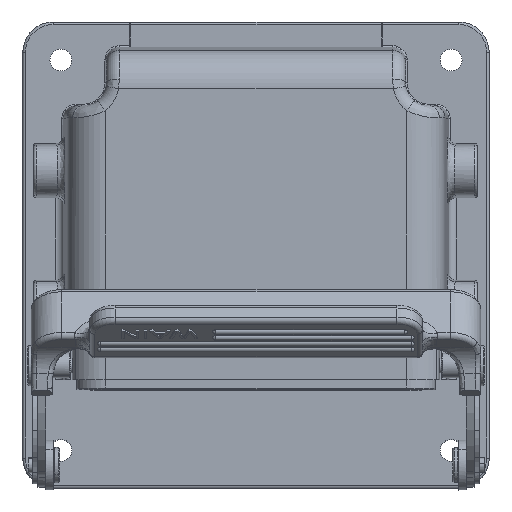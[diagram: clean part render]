
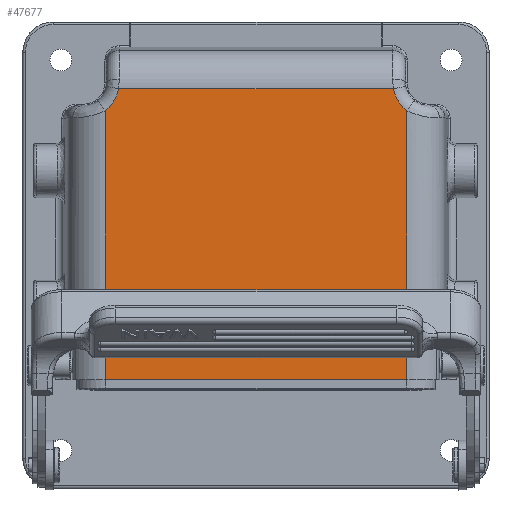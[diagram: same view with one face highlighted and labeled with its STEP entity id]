
A CAD part, top view. The second image highlights one B-rep face of the part: STEP entity #47677.
In plain terms, the highlighted planar face has unit normal (0, 0, 1).
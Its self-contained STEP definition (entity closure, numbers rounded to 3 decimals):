
#1742=DIRECTION('',(0.,-1.,0.));
#1743=VECTOR('',#1742,53.042);
#1744=CARTESIAN_POINT('',(14.125,71.186,
-0.743));
#1745=LINE('',#1744,#1743);
#16497=CARTESIAN_POINT('',(77.87,76.745,
-0.743));
#16498=DIRECTION('',(0.,0.,1.));
#16499=DIRECTION('',(-0.984,-0.177,0.));
#16500=AXIS2_PLACEMENT_3D('',#16497,#16498,#16499);
#16502=DIRECTION('',(0.,-1.,0.));
#16503=VECTOR('',#16502,53.042);
#16504=CARTESIAN_POINT('',(73.615,71.186,
-0.743));
#16505=LINE('',#16504,#16503);
#16506=DIRECTION('',(-1.,0.,0.));
#16507=VECTOR('',#16506,59.49);
#16508=CARTESIAN_POINT('',(73.615,18.145,
-0.743));
#16509=LINE('',#16508,#16507);
#16510=CARTESIAN_POINT('',(9.87,76.745,
-0.743));
#16511=DIRECTION('',(0.,0.,1.));
#16512=DIRECTION('',(0.608,-0.794,0.));
#16513=AXIS2_PLACEMENT_3D('',#16510,#16511,#16512);
#16556=DIRECTION('',(-1.,0.,0.));
#16557=VECTOR('',#16556,54.221);
#16558=CARTESIAN_POINT('',(70.98,75.504,
-0.743));
#16559=LINE('',#16558,#16557);
#17608=CARTESIAN_POINT('',(14.125,18.145,
-0.743));
#17609=VERTEX_POINT('',#17608);
#17610=CARTESIAN_POINT('',(73.615,18.145,
-0.743));
#17612=VERTEX_POINT('',#17610);
#17641=CARTESIAN_POINT('',(73.615,71.186,
-0.743));
#17642=VERTEX_POINT('',#17641);
#17809=CARTESIAN_POINT('',(70.98,75.504,
-0.743));
#17810=VERTEX_POINT('',#17809);
#17811=CARTESIAN_POINT('',(14.125,71.186,
-0.743));
#17812=CARTESIAN_POINT('',(16.76,75.504,
-0.743));
#17813=VERTEX_POINT('',#17811);
#17814=VERTEX_POINT('',#17812);
#47661=CARTESIAN_POINT('',(43.87,46.824,
-0.743));
#47662=DIRECTION('',(0.,0.,1.));
#47663=DIRECTION('',(0.,1.,0.));
#47664=AXIS2_PLACEMENT_3D('',#47661,#47662,#47663);
#47665=PLANE('',#47664);
#47667=ORIENTED_EDGE('',*,*,#47666,.T.);
#47668=ORIENTED_EDGE('',*,*,#24255,.T.);
#47669=ORIENTED_EDGE('',*,*,#23246,.T.);
#47670=ORIENTED_EDGE('',*,*,#23586,.F.);
#47672=ORIENTED_EDGE('',*,*,#47671,.T.);
#47674=ORIENTED_EDGE('',*,*,#47673,.F.);
#47675=EDGE_LOOP('',(#47667,#47668,#47669,#47670,#47672,#47674));
#47676=FACE_OUTER_BOUND('',#47675,.F.);
#16501=CIRCLE('',#16500,7.);
#16514=CIRCLE('',#16513,7.);
#23246=EDGE_CURVE('',#17612,#17609,#16509,.T.);
#23586=EDGE_CURVE('',#17813,#17609,#1745,.T.);
#24255=EDGE_CURVE('',#17642,#17612,#16505,.T.);
#47666=EDGE_CURVE('',#17810,#17642,#16501,.T.);
#47671=EDGE_CURVE('',#17813,#17814,#16514,.T.);
#47673=EDGE_CURVE('',#17810,#17814,#16559,.T.);
#47677=ADVANCED_FACE('',(#47676),#47665,.T.);
